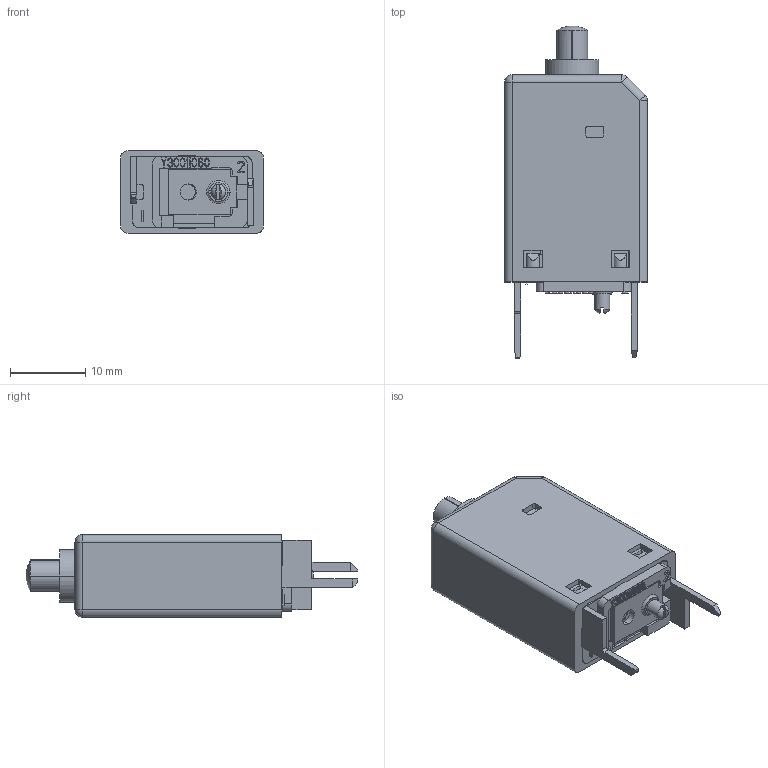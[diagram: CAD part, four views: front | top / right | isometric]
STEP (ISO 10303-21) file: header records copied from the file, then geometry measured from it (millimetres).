
FILE_DESCRIPTION((''),'2;1');
FILE_NAME('DUMMY_104_PR3_INDIREKT','2024-02-26T13:43:58',('wschmidt'),(''),'CREO PARAMETRIC BY PTC INC, 2022484','CREO PARAMETRIC BY PTC INC, 2022484','');
FILE_SCHEMA(('AUTOMOTIVE_DESIGN { 1 0 10303 214 1 1 1 1 }'));
Length unit declared in the file: millimetre
Products named in the file (1): DUMMY_104_PR3_INDIREKT
Bounding box: 19 x 44.1 x 11 mm (x, y, z)
Volume: 5808.4 mm3; surface area: 3358.4 mm2
Topology: 1 solids, 4 shells, 681 faces, 1888 edges, 1241 vertices
Faces by surface type: plane 569, cylinder 77, sphere 14, bspline 10, torus 6, cone 5
Entity records: 22910 total; most frequent: CARTESIAN_POINT 4723, ORIENTED_EDGE 3772, DIRECTION 3354, EDGE_CURVE 1886, VECTOR 1636, LINE 1636, VERTEX_POINT 1241, AXIS2_PLACEMENT_3D 859
